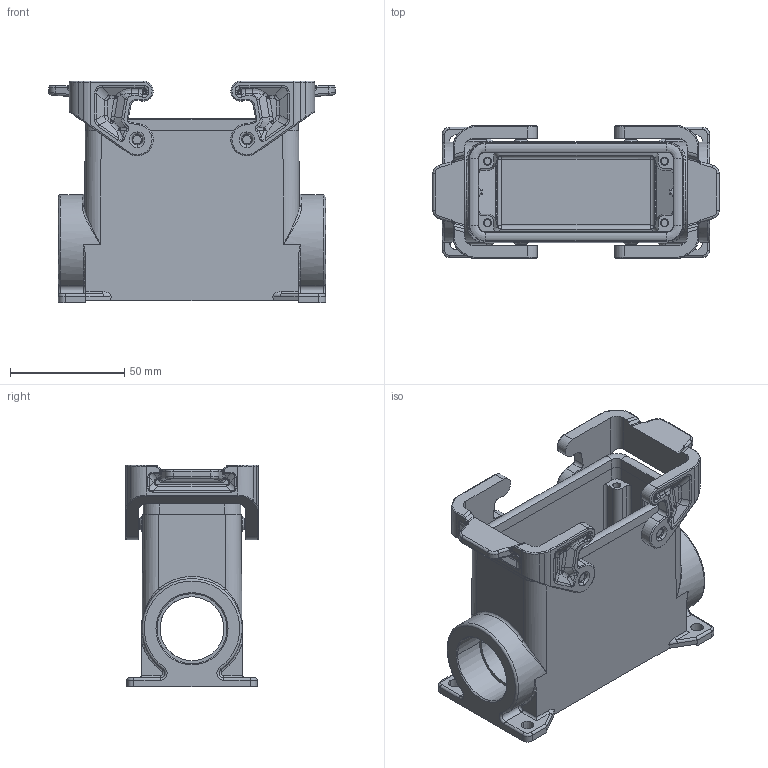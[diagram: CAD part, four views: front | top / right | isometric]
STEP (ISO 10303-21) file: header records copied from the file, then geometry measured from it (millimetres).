
FILE_DESCRIPTION(('Creo Elements/Direct Modeling STEP Export'),'2;1');
FILE_NAME('0ln7uvk5tno1v4v968','2023-11-15T16:07:57',(''),(''),'Creo Elements/Direct Modeling STEP processor for AP214 (Solid Model)','Creo Elements/Direct Modeling 20.1B 02-Apr-2019 (C) Parametric Technology GmbH','');
FILE_SCHEMA(('AUTOMOTIVE_DESIGN { 1 0 10303 214 1 1 1 1 }'));
Products named in the file (2): JMPAP 16.232
Assembly tree (1 placements, depth 2):
  JMPAP 16.232
    JMPAP 16.232
Bounding box: 125.5 x 58.07 x 97.2 mm (x, y, z)
Volume: 157600.2 mm3; surface area: 66857.1 mm2
Topology: 1 solids, 1 shells, 866 faces, 2124 edges, 1268 vertices
Faces by surface type: cylinder 312, bspline 254, plane 172, torus 86, cone 38, sphere 4
Entity records: 78187 total; most frequent: CARTESIAN_POINT 53922, ORIENTED_EDGE 4224, DIRECTION 2828, EDGE_CURVE 2112, VERTEX_POINT 1268, AXIS2_PLACEMENT_3D 1058, EDGE_LOOP 902, COLOUR_RGB 867
